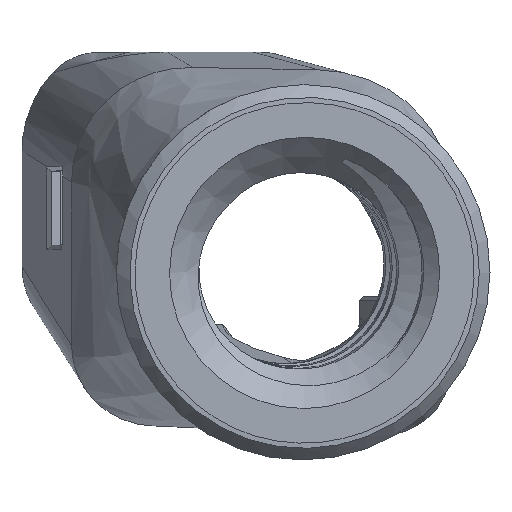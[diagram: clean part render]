
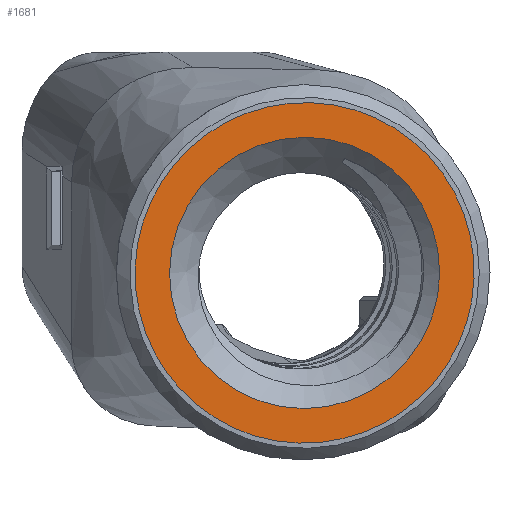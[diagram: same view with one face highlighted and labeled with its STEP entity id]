
A CAD part, top view. The second image highlights one B-rep face of the part: STEP entity #1681.
In plain terms, the highlighted planar face has unit normal (0.103, -0.044, 0.994).
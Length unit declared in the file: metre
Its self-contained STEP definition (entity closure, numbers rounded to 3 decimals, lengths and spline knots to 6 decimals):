
#87=PLANE('',#1787);
#103=CIRCLE('',#1788,0.011);
#716=ORIENTED_EDGE('',*,*,#1034,.T.);
#717=ORIENTED_EDGE('',*,*,#1035,.T.);
#718=ORIENTED_EDGE('',*,*,#1036,.T.);
#719=ORIENTED_EDGE('',*,*,#1037,.T.);
#720=ORIENTED_EDGE('',*,*,#1038,.T.);
#721=ORIENTED_EDGE('',*,*,#1039,.T.);
#722=ORIENTED_EDGE('',*,*,#1040,.T.);
#723=ORIENTED_EDGE('',*,*,#1041,.T.);
#724=ORIENTED_EDGE('',*,*,#1042,.T.);
#1034=EDGE_CURVE('',#1207,#1207,#103,.T.);
#1035=EDGE_CURVE('',#1208,#1209,#1352,.T.);
#1036=EDGE_CURVE('',#1209,#1210,#1353,.T.);
#1037=EDGE_CURVE('',#1210,#1211,#1354,.T.);
#1038=EDGE_CURVE('',#1211,#1212,#1355,.T.);
#1039=EDGE_CURVE('',#1212,#1213,#1356,.T.);
#1040=EDGE_CURVE('',#1213,#1214,#1357,.T.);
#1041=EDGE_CURVE('',#1214,#1215,#1358,.T.);
#1042=EDGE_CURVE('',#1215,#1208,#1359,.T.);
#1207=VERTEX_POINT('',#4285);
#1208=VERTEX_POINT('',#4290);
#1209=VERTEX_POINT('',#4291);
#1210=VERTEX_POINT('',#4296);
#1211=VERTEX_POINT('',#4301);
#1212=VERTEX_POINT('',#4306);
#1213=VERTEX_POINT('',#4311);
#1214=VERTEX_POINT('',#4316);
#1215=VERTEX_POINT('',#4321);
#1352=B_SPLINE_CURVE_WITH_KNOTS('',3,(#4286,#4287,#4288,#4289),
 .UNSPECIFIED.,.F.,.F.,(4,4),(0.,1.),.UNSPECIFIED.);
#1353=B_SPLINE_CURVE_WITH_KNOTS('',3,(#4292,#4293,#4294,#4295),
 .UNSPECIFIED.,.F.,.F.,(4,4),(0.,1.),.UNSPECIFIED.);
#1354=B_SPLINE_CURVE_WITH_KNOTS('',3,(#4297,#4298,#4299,#4300),
 .UNSPECIFIED.,.F.,.F.,(4,4),(0.,1.),.UNSPECIFIED.);
#1355=B_SPLINE_CURVE_WITH_KNOTS('',3,(#4302,#4303,#4304,#4305),
 .UNSPECIFIED.,.F.,.F.,(4,4),(0.,1.),.UNSPECIFIED.);
#1356=B_SPLINE_CURVE_WITH_KNOTS('',3,(#4307,#4308,#4309,#4310),
 .UNSPECIFIED.,.F.,.F.,(4,4),(0.,1.),.UNSPECIFIED.);
#1357=B_SPLINE_CURVE_WITH_KNOTS('',3,(#4312,#4313,#4314,#4315),
 .UNSPECIFIED.,.F.,.F.,(4,4),(0.,1.),.UNSPECIFIED.);
#1358=B_SPLINE_CURVE_WITH_KNOTS('',3,(#4317,#4318,#4319,#4320),
 .UNSPECIFIED.,.F.,.F.,(4,4),(0.,1.),.UNSPECIFIED.);
#1359=B_SPLINE_CURVE_WITH_KNOTS('',3,(#4322,#4323,#4324,#4325),
 .UNSPECIFIED.,.F.,.F.,(4,4),(0.,1.),.UNSPECIFIED.);
#1453=EDGE_LOOP('',(#716));
#1454=EDGE_LOOP('',(#717,#718,#719,#720,#721,#722,#723,#724));
#1560=FACE_BOUND('',#1453,.T.);
#1561=FACE_BOUND('',#1454,.T.);
#1681=ADVANCED_FACE('',(#1560,#1561),#87,.F.);
#1787=AXIS2_PLACEMENT_3D('',#4283,#2042,#2043);
#1788=AXIS2_PLACEMENT_3D('',#4284,#2044,#2045);
#2042=DIRECTION('',(-0.103,0.044,-0.994));
#2043=DIRECTION('',(0.995,0.005,-0.103));
#2044=DIRECTION('',(-0.103,0.044,-0.994));
#2045=DIRECTION('',(-0.995,0.,0.103));
#4283=CARTESIAN_POINT('',(0.003357,-0.001442,0.032355));
#4284=CARTESIAN_POINT('',(0.003357,-0.001442,0.032355));
#4285=CARTESIAN_POINT('',(-0.007584,-0.001442,0.033491));
#4286=CARTESIAN_POINT('',(0.015516,0.005038,0.031382));
#4287=CARTESIAN_POINT('',(0.013832,0.008247,0.0317));
#4288=CARTESIAN_POINT('',(0.010883,0.010694,0.032115));
#4289=CARTESIAN_POINT('',(0.007433,0.011755,0.03252));
#4290=CARTESIAN_POINT('',(0.015516,0.005038,0.031382));
#4291=CARTESIAN_POINT('',(0.007433,0.011755,0.03252));
#4292=CARTESIAN_POINT('',(0.007433,0.011755,0.03252));
#4293=CARTESIAN_POINT('',(0.003977,0.012817,0.032926));
#4294=CARTESIAN_POINT('',(0.000159,0.012445,0.033306));
#4295=CARTESIAN_POINT('',(-0.003039,0.010741,0.033562));
#4296=CARTESIAN_POINT('',(-0.003039,0.010741,0.033562));
#4297=CARTESIAN_POINT('',(-0.003039,0.010741,0.033562));
#4298=CARTESIAN_POINT('',(-0.006241,0.009035,0.033818));
#4299=CARTESIAN_POINT('',(-0.008691,0.006061,0.03394));
#4300=CARTESIAN_POINT('',(-0.009763,0.002591,0.033896));
#4301=CARTESIAN_POINT('',(-0.009763,0.002591,0.033896));
#4302=CARTESIAN_POINT('',(-0.009763,0.002591,0.033896));
#4303=CARTESIAN_POINT('',(-0.010837,-0.000885,0.033853));
#4304=CARTESIAN_POINT('',(-0.010484,-0.004718,0.033646));
#4305=CARTESIAN_POINT('',(-0.008802,-0.007921,0.033328));
#4306=CARTESIAN_POINT('',(-0.008802,-0.007921,0.033328));
#4307=CARTESIAN_POINT('',(-0.008802,-0.007921,0.033328));
#4308=CARTESIAN_POINT('',(-0.007117,-0.01113,0.033011));
#4309=CARTESIAN_POINT('',(-0.004168,-0.013578,0.032595));
#4310=CARTESIAN_POINT('',(-0.000718,-0.014638,0.03219));
#4311=CARTESIAN_POINT('',(-0.000718,-0.014638,0.03219));
#4312=CARTESIAN_POINT('',(-0.000718,-0.014638,0.03219));
#4313=CARTESIAN_POINT('',(0.002737,-0.0157,0.031784));
#4314=CARTESIAN_POINT('',(0.006556,-0.015328,0.031405));
#4315=CARTESIAN_POINT('',(0.009753,-0.013624,0.031149));
#4316=CARTESIAN_POINT('',(0.009753,-0.013624,0.031149));
#4317=CARTESIAN_POINT('',(0.009753,-0.013624,0.031149));
#4318=CARTESIAN_POINT('',(0.012956,-0.011918,0.030893));
#4319=CARTESIAN_POINT('',(0.015406,-0.008944,0.030771));
#4320=CARTESIAN_POINT('',(0.016478,-0.005474,0.030814));
#4321=CARTESIAN_POINT('',(0.016478,-0.005474,0.030814));
#4322=CARTESIAN_POINT('',(0.016478,-0.005474,0.030814));
#4323=CARTESIAN_POINT('',(0.017551,-0.001998,0.030858));
#4324=CARTESIAN_POINT('',(0.017198,0.001835,0.031065));
#4325=CARTESIAN_POINT('',(0.015516,0.005038,0.031382));
